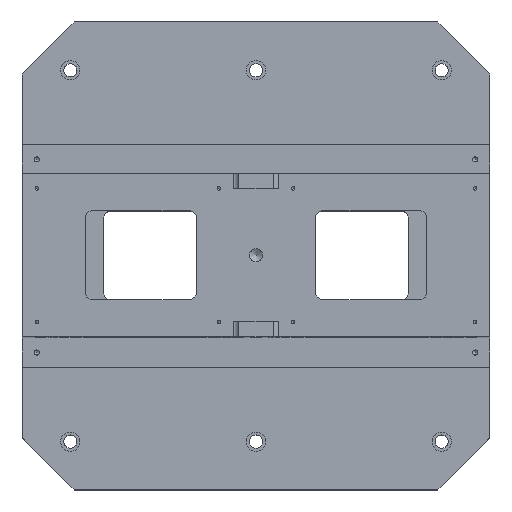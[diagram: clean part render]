
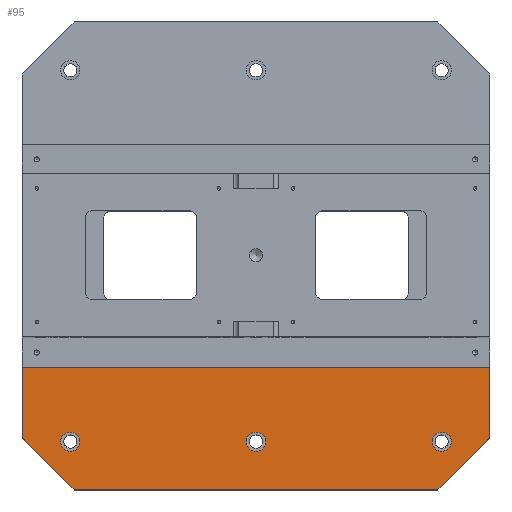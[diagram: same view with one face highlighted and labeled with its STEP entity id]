
A CAD part, top view. The second image highlights one B-rep face of the part: STEP entity #95.
In plain terms, the highlighted planar face has unit normal (0, 0, 1).
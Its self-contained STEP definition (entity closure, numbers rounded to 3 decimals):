
#95 = ADVANCED_FACE( '', ( #460, #461, #462, #463 ), #464, .F. );
#460 = FACE_BOUND( '', #1250, .T. );
#461 = FACE_BOUND( '', #1251, .T. );
#462 = FACE_BOUND( '', #1252, .T. );
#463 = FACE_OUTER_BOUND( '', #1253, .T. );
#464 = PLANE( '', #1254 );
#1250 = EDGE_LOOP( '', ( #2256 ) );
#1251 = EDGE_LOOP( '', ( #2257 ) );
#1252 = EDGE_LOOP( '', ( #2258 ) );
#1253 = EDGE_LOOP( '', ( #2259, #2260, #2261, #2262, #2263, #2264 ) );
#1254 = AXIS2_PLACEMENT_3D( '', #2265, #2266, #2267 );
#2256 = ORIENTED_EDGE( '', *, *, #4432, .T. );
#2257 = ORIENTED_EDGE( '', *, *, #4433, .T. );
#2258 = ORIENTED_EDGE( '', *, *, #4434, .T. );
#2259 = ORIENTED_EDGE( '', *, *, #4392, .F. );
#2260 = ORIENTED_EDGE( '', *, *, #4435, .T. );
#2261 = ORIENTED_EDGE( '', *, *, #4394, .T. );
#2262 = ORIENTED_EDGE( '', *, *, #4436, .T. );
#2263 = ORIENTED_EDGE( '', *, *, #4437, .T. );
#2264 = ORIENTED_EDGE( '', *, *, #4438, .T. );
#2265 = CARTESIAN_POINT( '', ( -315., 315., 50. ) );
#2266 = DIRECTION( '', ( 0., 0., -1. ) );
#2267 = DIRECTION( '', ( -1., 0., 0. ) );
#4392 = EDGE_CURVE( '', #5262, #5264, #5265, .T. );
#4394 = EDGE_CURVE( '', #5267, #5268, #5269, .F. );
#4432 = EDGE_CURVE( '', #5340, #5340, #5341, .T. );
#4433 = EDGE_CURVE( '', #5342, #5342, #5343, .T. );
#4434 = EDGE_CURVE( '', #5344, #5344, #5345, .T. );
#4435 = EDGE_CURVE( '', #5262, #5267, #5346, .T. );
#4436 = EDGE_CURVE( '', #5268, #5347, #5348, .T. );
#4437 = EDGE_CURVE( '', #5347, #5349, #5350, .F. );
#4438 = EDGE_CURVE( '', #5349, #5264, #5351, .T. );
#5262 = VERTEX_POINT( '', #6506 );
#5264 = VERTEX_POINT( '', #6509 );
#5265 = LINE( '', #6510, #6511 );
#5267 = VERTEX_POINT( '', #6514 );
#5268 = VERTEX_POINT( '', #6515 );
#5269 = LINE( '', #6516, #6517 );
#5340 = VERTEX_POINT( '', #6611 );
#5341 = CIRCLE( '', #6612, 13. );
#5342 = VERTEX_POINT( '', #6613 );
#5343 = CIRCLE( '', #6614, 13. );
#5344 = VERTEX_POINT( '', #6615 );
#5345 = CIRCLE( '', #6616, 13. );
#5346 = LINE( '', #6617, #6618 );
#5347 = VERTEX_POINT( '', #6619 );
#5348 = LINE( '', #6620, #6621 );
#5349 = VERTEX_POINT( '', #6622 );
#5350 = LINE( '', #6623, #6624 );
#5351 = LINE( '', #6625, #6626 );
#6506 = CARTESIAN_POINT( '', ( -315., -150., 50. ) );
#6509 = CARTESIAN_POINT( '', ( 315., -150., 50. ) );
#6510 = CARTESIAN_POINT( '', ( -315., -150., 50. ) );
#6511 = VECTOR( '', #8280, 1000. );
#6514 = CARTESIAN_POINT( '', ( -315., -245., 50. ) );
#6515 = CARTESIAN_POINT( '', ( -245., -315., 50. ) );
#6516 = CARTESIAN_POINT( '', ( -245., -315., 50. ) );
#6517 = VECTOR( '', #8282, 1000. );
#6611 = CARTESIAN_POINT( '', ( 0., -263., 50. ) );
#6612 = AXIS2_PLACEMENT_3D( '', #8348, #8349, #8350 );
#6613 = CARTESIAN_POINT( '', ( -250., -263., 50. ) );
#6614 = AXIS2_PLACEMENT_3D( '', #8351, #8352, #8353 );
#6615 = CARTESIAN_POINT( '', ( 250., -263., 50. ) );
#6616 = AXIS2_PLACEMENT_3D( '', #8354, #8355, #8356 );
#6617 = CARTESIAN_POINT( '', ( -315., 315., 50. ) );
#6618 = VECTOR( '', #8357, 1000. );
#6619 = CARTESIAN_POINT( '', ( 245., -315., 50. ) );
#6620 = CARTESIAN_POINT( '', ( -315., -315., 50. ) );
#6621 = VECTOR( '', #8358, 1000. );
#6622 = CARTESIAN_POINT( '', ( 315., -245., 50. ) );
#6623 = CARTESIAN_POINT( '', ( 315., -245., 50. ) );
#6624 = VECTOR( '', #8359, 1000. );
#6625 = CARTESIAN_POINT( '', ( 315., -315., 50. ) );
#6626 = VECTOR( '', #8360, 1000. );
#8280 = DIRECTION( '', ( 1., 0., 0. ) );
#8282 = DIRECTION( '', ( -0.707, 0.707, 0. ) );
#8348 = CARTESIAN_POINT( '', ( 0., -250., 50. ) );
#8349 = DIRECTION( '', ( 0., 0., -1. ) );
#8350 = DIRECTION( '', ( 0., -1., 0. ) );
#8351 = CARTESIAN_POINT( '', ( -250., -250., 50. ) );
#8352 = DIRECTION( '', ( 0., 0., -1. ) );
#8353 = DIRECTION( '', ( 0., -1., 0. ) );
#8354 = CARTESIAN_POINT( '', ( 250., -250., 50. ) );
#8355 = DIRECTION( '', ( 0., 0., -1. ) );
#8356 = DIRECTION( '', ( 0., -1., 0. ) );
#8357 = DIRECTION( '', ( 0., -1., 0. ) );
#8358 = DIRECTION( '', ( 1., 0., 0. ) );
#8359 = DIRECTION( '', ( -0.707, -0.707, 0. ) );
#8360 = DIRECTION( '', ( 0., 1., 0. ) );
